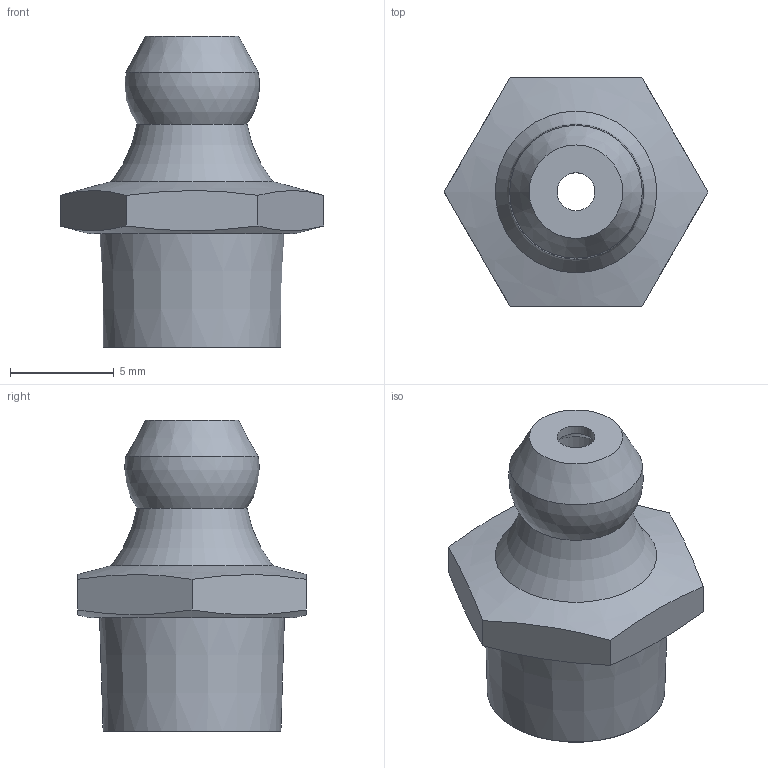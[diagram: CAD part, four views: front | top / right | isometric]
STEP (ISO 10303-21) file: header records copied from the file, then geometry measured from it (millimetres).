
FILE_DESCRIPTION(/* description */ (''),/* implementation_level */ '2;1');
FILE_NAME(/* name */ 'snh1_m10x1.stp',/* time_stamp */ '2018-05-24T13:32:22+02:00',/* author */ ('leitheußer'),/* organization */ (''),/* preprocessor_version */ 'ST-DEVELOPER v15.6',/* originating_system */ 'Autodesk Inventor LT ',/* authorisation */ '');
FILE_SCHEMA (('AUTOMOTIVE_DESIGN { 1 0 10303 214 3 1 1 }'));
Length unit declared in the file: millimetre
Products named in the file (1): 1101109-A41
Bounding box: 12.7 x 11 x 15 mm (x, y, z)
Volume: 623.4 mm3; surface area: 705.5 mm2
Topology: 1 solids, 1 shells, 23 faces, 51 edges, 32 vertices
Faces by surface type: plane 10, cone 7, cylinder 4, torus 1, sphere 1
Full cylindrical faces by diameter (mm): 1.82 x1, 3 x1, 3.18 x1, 4 x1
Entity records: 651 total; most frequent: CARTESIAN_POINT 194, DIRECTION 86, ORIENTED_EDGE 68, EDGE_LOOP 40, AXIS2_PLACEMENT_3D 40, EDGE_CURVE 34, VERTEX_POINT 28, FACE_OUTER_BOUND 23
